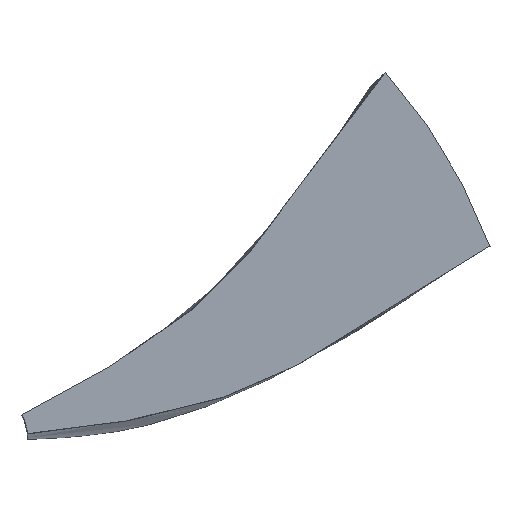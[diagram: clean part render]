
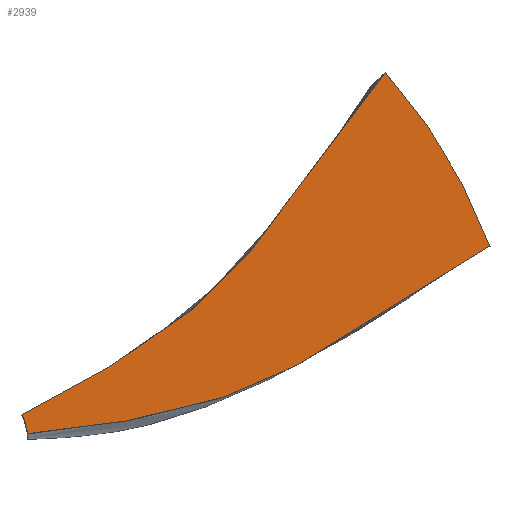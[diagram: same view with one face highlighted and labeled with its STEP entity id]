
A CAD part, top view. The second image highlights one B-rep face of the part: STEP entity #2939.
In plain terms, the highlighted planar face has unit normal (0, 0, 1).
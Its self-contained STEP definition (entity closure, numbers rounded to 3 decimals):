
#2858=CARTESIAN_POINT('Axis2P3D Location',(0.,0.,900.)) ;
#2864=CARTESIAN_POINT('Control Point',(389.297,346.382,900.)) ;
#2865=CARTESIAN_POINT('Control Point',(380.239,334.292,900.)) ;
#2866=CARTESIAN_POINT('Control Point',(371.21,322.16,900.)) ;
#2867=CARTESIAN_POINT('Control Point',(362.14,309.876,900.)) ;
#2868=CARTESIAN_POINT('Control Point',(344.498,285.819,900.)) ;
#2869=CARTESIAN_POINT('Control Point',(326.893,261.667,900.)) ;
#2870=CARTESIAN_POINT('Control Point',(318.151,249.682,900.)) ;
#2871=CARTESIAN_POINT('Control Point',(295.884,219.417,900.)) ;
#2872=CARTESIAN_POINT('Control Point',(272.799,189.801,900.)) ;
#2873=CARTESIAN_POINT('Control Point',(258.161,172.249,900.)) ;
#2874=CARTESIAN_POINT('Control Point',(225.234,137.129,900.)) ;
#2875=CARTESIAN_POINT('Control Point',(188.043,106.534,900.)) ;
#2876=CARTESIAN_POINT('Control Point',(167.268,91.818,900.)) ;
#2877=CARTESIAN_POINT('Control Point',(130.793,68.747,900.)) ;
#2878=CARTESIAN_POINT('Control Point',(92.939,47.84,900.)) ;
#2879=CARTESIAN_POINT('Control Point',(77.328,39.544,900.)) ;
#2880=CARTESIAN_POINT('Control Point',(61.651,31.379,900.)) ;
#2881=CARTESIAN_POINT('Control Point',(45.961,23.316,900.)) ;
#2882=CARTESIAN_POINT('Vertex',(389.297,346.382,900.)) ;
#2884=CARTESIAN_POINT('Vertex',(45.961,23.316,900.)) ;
#2888=CARTESIAN_POINT('Control Point',(51.28,5.138,900.)) ;
#2889=CARTESIAN_POINT('Control Point',(50.9,8.929,900.)) ;
#2890=CARTESIAN_POINT('Control Point',(50.17,12.684,900.)) ;
#2891=CARTESIAN_POINT('Control Point',(49.094,16.362,900.)) ;
#2892=CARTESIAN_POINT('Control Point',(47.685,19.918,900.)) ;
#2893=CARTESIAN_POINT('Control Point',(45.961,23.316,900.)) ;
#2894=CARTESIAN_POINT('Vertex',(51.28,5.138,900.)) ;
#2898=CARTESIAN_POINT('Control Point',(488.136,182.361,900.)) ;
#2899=CARTESIAN_POINT('Control Point',(466.315,168.737,900.)) ;
#2900=CARTESIAN_POINT('Control Point',(444.558,154.974,900.)) ;
#2901=CARTESIAN_POINT('Control Point',(422.952,141.13,900.)) ;
#2902=CARTESIAN_POINT('Control Point',(396.327,123.857,900.)) ;
#2903=CARTESIAN_POINT('Control Point',(369.484,106.917,900.)) ;
#2904=CARTESIAN_POINT('Control Point',(364.42,103.743,900.)) ;
#2905=CARTESIAN_POINT('Control Point',(346.049,92.34,900.)) ;
#2906=CARTESIAN_POINT('Control Point',(327.456,81.302,900.)) ;
#2907=CARTESIAN_POINT('Control Point',(313.815,73.612,900.)) ;
#2908=CARTESIAN_POINT('Control Point',(293.325,62.927,900.)) ;
#2909=CARTESIAN_POINT('Control Point',(272.282,53.428,900.)) ;
#2910=CARTESIAN_POINT('Control Point',(265.428,50.494,900.)) ;
#2911=CARTESIAN_POINT('Control Point',(245.347,42.374,900.)) ;
#2912=CARTESIAN_POINT('Control Point',(224.813,35.444,900.)) ;
#2913=CARTESIAN_POINT('Control Point',(211.178,31.422,900.)) ;
#2914=CARTESIAN_POINT('Control Point',(187.191,25.242,900.)) ;
#2915=CARTESIAN_POINT('Control Point',(162.904,20.31,900.)) ;
#2916=CARTESIAN_POINT('Control Point',(152.51,18.408,900.)) ;
#2917=CARTESIAN_POINT('Control Point',(126.112,14.018,900.)) ;
#2918=CARTESIAN_POINT('Control Point',(99.57,10.517,900.)) ;
#2919=CARTESIAN_POINT('Control Point',(83.475,8.616,900.)) ;
#2920=CARTESIAN_POINT('Control Point',(67.377,6.836,900.)) ;
#2921=CARTESIAN_POINT('Control Point',(51.28,5.138,900.)) ;
#2922=CARTESIAN_POINT('Vertex',(488.136,182.361,900.)) ;
#2926=CARTESIAN_POINT('Control Point',(488.136,182.361,900.)) ;
#2927=CARTESIAN_POINT('Control Point',(474.656,218.444,900.)) ;
#2928=CARTESIAN_POINT('Control Point',(457.842,253.281,900.)) ;
#2929=CARTESIAN_POINT('Control Point',(437.847,286.463,900.)) ;
#2930=CARTESIAN_POINT('Control Point',(414.902,317.605,900.)) ;
#2931=CARTESIAN_POINT('Control Point',(389.297,346.382,900.)) ;
#2859=DIRECTION('Axis2P3D Direction',(0.,0.,-1.)) ;
#2860=DIRECTION('Axis2P3D XDirection',(1.,0.,0.)) ;
#2861=AXIS2_PLACEMENT_3D('Plane Axis2P3D',#2858,#2859,#2860) ;
#2934=ORIENTED_EDGE('',*,*,#2886,.T.) ;
#2935=ORIENTED_EDGE('',*,*,#2896,.T.) ;
#2936=ORIENTED_EDGE('',*,*,#2924,.T.) ;
#2937=ORIENTED_EDGE('',*,*,#2932,.T.) ;
#2939=ADVANCED_FACE('Surface.42',(#2938),#2862,.F.) ;
#2863=B_SPLINE_CURVE_WITH_KNOTS('',5,(#2864,#2865,#2866,#2867,#2868,#2869,#2870,#2871,#2872,#2873,#2874,#2875,#2876,#2877,#2878,#2879,#2880,#2881),.UNSPECIFIED.,.F.,.U.,(6,3,3,3,3,6),(0.,107.35,211.274,372.669,552.323,676.899),.UNSPECIFIED.) ;
#2887=B_SPLINE_CURVE_WITH_KNOTS('',5,(#2888,#2889,#2890,#2891,#2892,#2893),.UNSPECIFIED.,.F.,.U.,(6,6),(0.,26.938),.UNSPECIFIED.) ;
#2897=B_SPLINE_CURVE_WITH_KNOTS('',5,(#2898,#2899,#2900,#2901,#2902,#2903,#2904,#2905,#2906,#2907,#2908,#2909,#2910,#2911,#2912,#2913,#2914,#2915,#2916,#2917,#2918,#2919,#2920,#2921),.UNSPECIFIED.,.F.,.U.,(6,3,3,3,3,3,3,6),(0.,182.13,224.373,334.967,387.742,488.243,562.843,677.257),.UNSPECIFIED.) ;
#2925=B_SPLINE_CURVE_WITH_KNOTS('',5,(#2926,#2927,#2928,#2929,#2930,#2931),.UNSPECIFIED.,.F.,.U.,(6,6),(0.,272.368),.UNSPECIFIED.) ;
#2886=EDGE_CURVE('',#2883,#2885,#2863,.T.) ;
#2896=EDGE_CURVE('',#2885,#2895,#2887,.F.) ;
#2924=EDGE_CURVE('',#2895,#2923,#2897,.F.) ;
#2932=EDGE_CURVE('',#2923,#2883,#2925,.T.) ;
#2933=EDGE_LOOP('',(#2934,#2935,#2936,#2937)) ;
#2938=FACE_OUTER_BOUND('',#2933,.T.) ;
#2862=PLANE('Plane',#2861) ;
#2883=VERTEX_POINT('',#2882) ;
#2885=VERTEX_POINT('',#2884) ;
#2895=VERTEX_POINT('',#2894) ;
#2923=VERTEX_POINT('',#2922) ;
